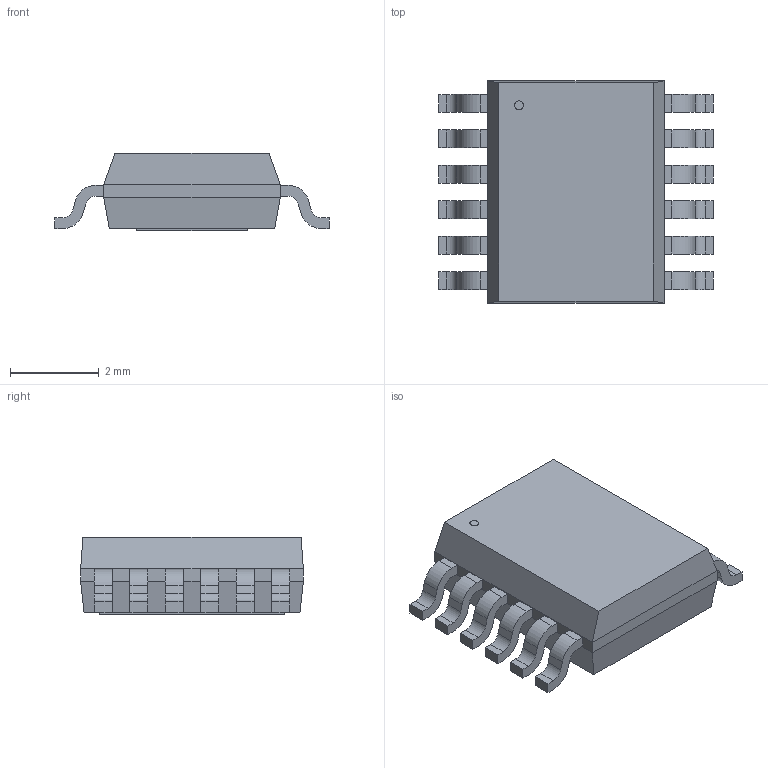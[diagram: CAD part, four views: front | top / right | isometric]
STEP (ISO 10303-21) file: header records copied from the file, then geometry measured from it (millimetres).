
FILE_DESCRIPTION(('STEP AP214'),'1');
FILE_NAME('PowerSSO12_STM','2024-07-02T04:46:24',(''),(''),'','','');
FILE_SCHEMA(('AUTOMOTIVE_DESIGN'));
Length unit declared in the file: millimetre
Products named in the file (1): product
Bounding box: 6.2 x 5.03 x 1.75 mm (x, y, z)
Volume: 34.8 mm3; surface area: 113.4 mm2
Topology: 15 solids, 15 shells, 191 faces, 475 edges, 314 vertices
Faces by surface type: plane 142, cylinder 49
Full cylindrical faces by diameter (mm): 0.199 x1
Entity records: 5549 total; most frequent: DIRECTION 958, ORIENTED_EDGE 948, CARTESIAN_POINT 557, EDGE_CURVE 474, LINE 376, VECTOR 376, VERTEX_POINT 314, AXIS2_PLACEMENT_3D 291
